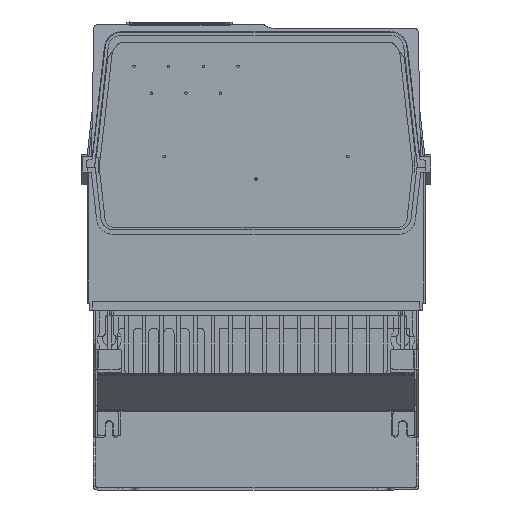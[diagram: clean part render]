
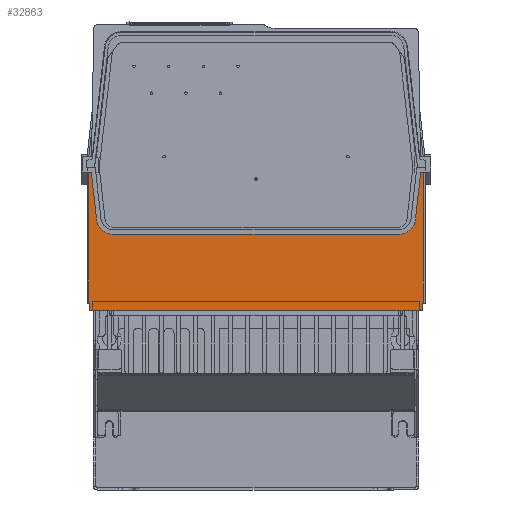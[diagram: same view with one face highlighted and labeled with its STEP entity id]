
A CAD part, front view. The second image highlights one B-rep face of the part: STEP entity #32863.
In plain terms, the highlighted planar face has unit normal (0, -1, 0).
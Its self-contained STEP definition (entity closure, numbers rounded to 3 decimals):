
#6752=DIRECTION('',(1.,0.,0.));
#6753=VECTOR('',#6752,10.276);
#6754=CARTESIAN_POINT('',(-5.138,-38.171,
5.551));
#6755=LINE('',#6754,#6753);
#6810=DIRECTION('',(0.,0.,-1.));
#6811=VECTOR('',#6810,0.217);
#6812=CARTESIAN_POINT('',(-5.138,-38.171,
5.768));
#6813=LINE('',#6812,#6811);
#6819=CARTESIAN_POINT('',(-5.157,-38.171,
5.768));
#6821=DIRECTION('',(1.,0.,-0.014));
#6822=VECTOR('',#6821,0.02);
#6823=CARTESIAN_POINT('',(-5.157,-38.171,
5.768));
#6824=LINE('',#6823,#6822);
#6833=CARTESIAN_POINT('',(-5.157,-38.171,
9.805));
#6835=DIRECTION('',(0.,0.,-1.));
#6836=VECTOR('',#6835,4.036);
#6837=CARTESIAN_POINT('',(-5.157,-38.171,
9.805));
#6838=LINE('',#6837,#6836);
#7220=DIRECTION('',(-1.,0.,0.));
#7221=VECTOR('',#7220,0.071);
#7222=CARTESIAN_POINT('',(5.157,-38.171,9.808));
#7223=LINE('',#7222,#7221);
#7224=DIRECTION('',(0.,0.,-1.));
#7225=VECTOR('',#7224,4.04);
#7226=CARTESIAN_POINT('',(5.157,-38.171,9.808));
#7227=LINE('',#7226,#7225);
#7228=CARTESIAN_POINT('',(5.157,-38.171,5.768));
#7229=CARTESIAN_POINT('',(5.151,-38.171,5.768));
#7230=CARTESIAN_POINT('',(5.144,-38.171,5.768));
#7231=CARTESIAN_POINT('',(5.138,-38.171,5.768));
#7233=DIRECTION('',(0.,0.,-1.));
#7234=VECTOR('',#7233,0.217);
#7235=CARTESIAN_POINT('',(5.138,-38.171,5.768));
#7236=LINE('',#7235,#7234);
#7237=DIRECTION('',(0.999,0.,-0.052));
#7238=VECTOR('',#7237,0.072);
#7239=CARTESIAN_POINT('',(-5.157,-38.171,
9.805));
#7240=LINE('',#7239,#7238);
#7241=DIRECTION('',(0.113,0.,-0.994));
#7242=VECTOR('',#7241,1.445);
#7243=CARTESIAN_POINT('',(-5.085,-38.171,
9.801));
#7244=LINE('',#7243,#7242);
#7245=CARTESIAN_POINT('',(-4.394,-38.171,
8.425));
#7246=DIRECTION('',(0.,-1.,0.));
#7247=DIRECTION('',(-0.994,0.,-0.113));
#7248=AXIS2_PLACEMENT_3D('',#7245,#7246,#7247);
#7250=DIRECTION('',(1.,0.,0.));
#7251=VECTOR('',#7250,8.787);
#7252=CARTESIAN_POINT('',(-4.394,-38.171,
7.894));
#7253=LINE('',#7252,#7251);
#7254=CARTESIAN_POINT('',(4.394,-38.171,8.425));
#7255=DIRECTION('',(0.,-1.,0.));
#7256=DIRECTION('',(0.,0.,-1.));
#7257=AXIS2_PLACEMENT_3D('',#7254,#7255,#7256);
#7259=DIRECTION('',(0.113,0.,0.994));
#7260=VECTOR('',#7259,1.452);
#7261=CARTESIAN_POINT('',(4.922,-38.171,8.365));
#7262=LINE('',#7261,#7260);
#21851=CARTESIAN_POINT('',(-5.138,-38.171,
5.551));
#21852=VERTEX_POINT('',#21851);
#21853=CARTESIAN_POINT('',(5.138,-38.171,
5.551));
#21854=VERTEX_POINT('',#21853);
#21874=CARTESIAN_POINT('',(-5.138,-38.171,
5.768));
#21875=VERTEX_POINT('',#21874);
#21877=VERTEX_POINT('',#6819);
#21878=VERTEX_POINT('',#7228);
#21879=VERTEX_POINT('',#7231);
#21880=CARTESIAN_POINT('',(-4.922,-38.171,
8.365));
#21881=CARTESIAN_POINT('',(-4.394,-38.171,
7.894));
#21882=VERTEX_POINT('',#21880);
#21883=VERTEX_POINT('',#21881);
#21884=CARTESIAN_POINT('',(4.394,-38.171,
7.894));
#21885=VERTEX_POINT('',#21884);
#21886=CARTESIAN_POINT('',(4.922,-38.171,
8.365));
#21887=VERTEX_POINT('',#21886);
#23984=VERTEX_POINT('',#6833);
#23985=CARTESIAN_POINT('',(-5.085,-38.171,
9.801));
#23986=VERTEX_POINT('',#23985);
#24108=CARTESIAN_POINT('',(5.157,-38.171,
9.808));
#24109=CARTESIAN_POINT('',(5.086,-38.171,
9.808));
#24110=VERTEX_POINT('',#24108);
#24111=VERTEX_POINT('',#24109);
#32834=CARTESIAN_POINT('',(0.,-38.171,
7.682));
#32835=DIRECTION('',(0.,1.,0.));
#32836=DIRECTION('',(1.,0.,0.));
#32837=AXIS2_PLACEMENT_3D('',#32834,#32835,#32836);
#32838=PLANE('',#32837);
#32839=ORIENTED_EDGE('',*,*,#32806,.F.);
#32841=ORIENTED_EDGE('',*,*,#32840,.T.);
#32843=ORIENTED_EDGE('',*,*,#32842,.T.);
#32845=ORIENTED_EDGE('',*,*,#32844,.T.);
#32846=ORIENTED_EDGE('',*,*,#32209,.F.);
#32847=ORIENTED_EDGE('',*,*,#32246,.F.);
#32848=ORIENTED_EDGE('',*,*,#32259,.F.);
#32849=ORIENTED_EDGE('',*,*,#32275,.F.);
#32850=ORIENTED_EDGE('',*,*,#32299,.T.);
#32852=ORIENTED_EDGE('',*,*,#32851,.T.);
#32854=ORIENTED_EDGE('',*,*,#32853,.T.);
#32856=ORIENTED_EDGE('',*,*,#32855,.T.);
#32858=ORIENTED_EDGE('',*,*,#32857,.T.);
#32860=ORIENTED_EDGE('',*,*,#32859,.T.);
#32861=EDGE_LOOP('',(#32839,#32841,#32843,#32845,#32846,#32847,#32848,#32849,
#32850,#32852,#32854,#32856,#32858,#32860));
#32862=FACE_OUTER_BOUND('',#32861,.F.);
#32863=ADVANCED_FACE('',(#32862),#32838,.F.);
#7232=B_SPLINE_CURVE_WITH_KNOTS('',3,(#7228,#7229,#7230,#7231),.UNSPECIFIED.,
.F.,.F.,(4,4),(0.,1.),.UNSPECIFIED.);
#7249=CIRCLE('',#7248,0.531);
#7258=CIRCLE('',#7257,0.531);
#32209=EDGE_CURVE('',#21852,#21854,#6755,.T.);
#32246=EDGE_CURVE('',#21875,#21852,#6813,.T.);
#32259=EDGE_CURVE('',#21877,#21875,#6824,.T.);
#32275=EDGE_CURVE('',#23984,#21877,#6838,.T.);
#32299=EDGE_CURVE('',#23984,#23986,#7240,.T.);
#32806=EDGE_CURVE('',#24110,#24111,#7223,.T.);
#32840=EDGE_CURVE('',#24110,#21878,#7227,.T.);
#32842=EDGE_CURVE('',#21878,#21879,#7232,.T.);
#32844=EDGE_CURVE('',#21879,#21854,#7236,.T.);
#32851=EDGE_CURVE('',#23986,#21882,#7244,.T.);
#32853=EDGE_CURVE('',#21882,#21883,#7249,.T.);
#32855=EDGE_CURVE('',#21883,#21885,#7253,.T.);
#32857=EDGE_CURVE('',#21885,#21887,#7258,.T.);
#32859=EDGE_CURVE('',#21887,#24111,#7262,.T.);
